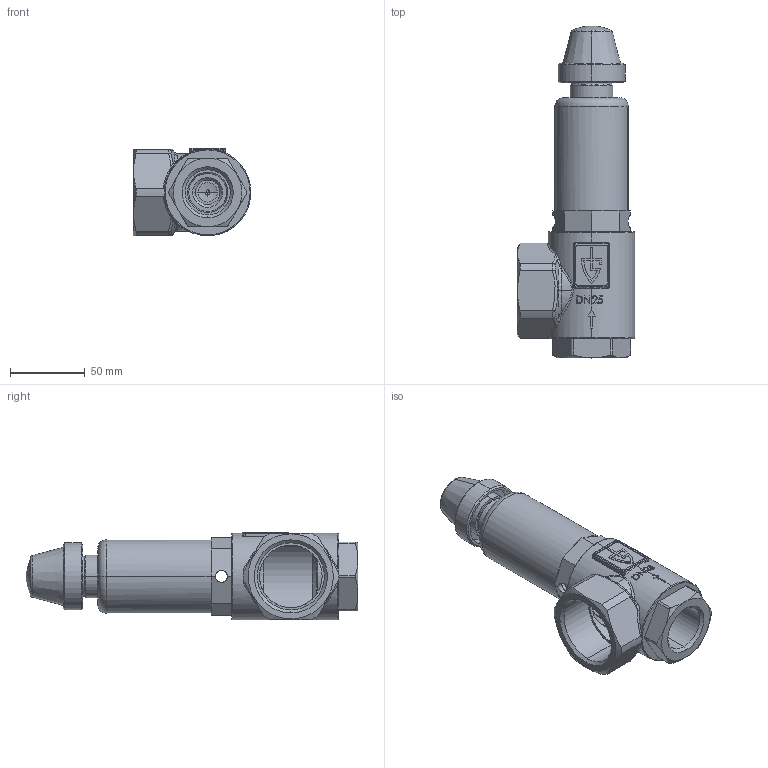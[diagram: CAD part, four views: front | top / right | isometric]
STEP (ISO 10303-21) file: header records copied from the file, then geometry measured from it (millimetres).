
FILE_DESCRIPTION (( 'STEP AP214' ), '1' );
FILE_NAME ('851 - 1 Dummy.STEP', '2010-07-07T09:32:05', ( '' ), ( '' ), 'SwSTEP 2.0', 'SolidWorks 2010', '' );
FILE_SCHEMA (( 'AUTOMOTIVE_DESIGN' ));
Length unit declared in the file: millimetre
Products named in the file (1): 851 - 1 Dummy
Bounding box: 79 x 222.5 x 58.5 mm (x, y, z)
Volume: 173830.1 mm3; surface area: 92167.8 mm2
Topology: 6 solids, 6 shells, 543 faces, 1384 edges, 869 vertices
Faces by surface type: plane 186, cylinder 143, bspline 108, cone 65, torus 33, sphere 8
Entity records: 28726 total; most frequent: CARTESIAN_POINT 10456, ORIENTED_EDGE 2756, DIRECTION 2274, EDGE_CURVE 1378, AXIS2_PLACEMENT_3D 871, VERTEX_POINT 869, EDGE_LOOP 581, UNCERTAINTY_MEASURE_WITH_UNIT 551
